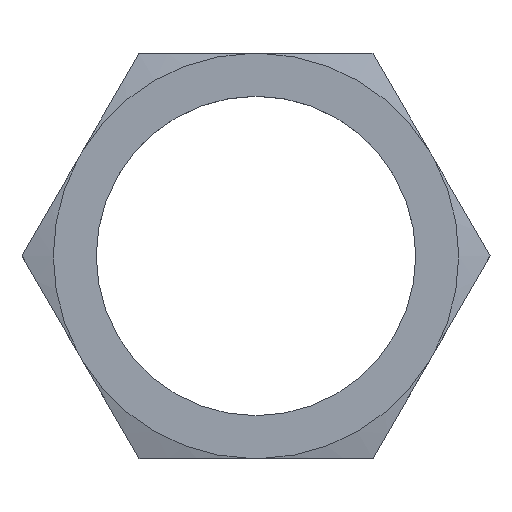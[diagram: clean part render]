
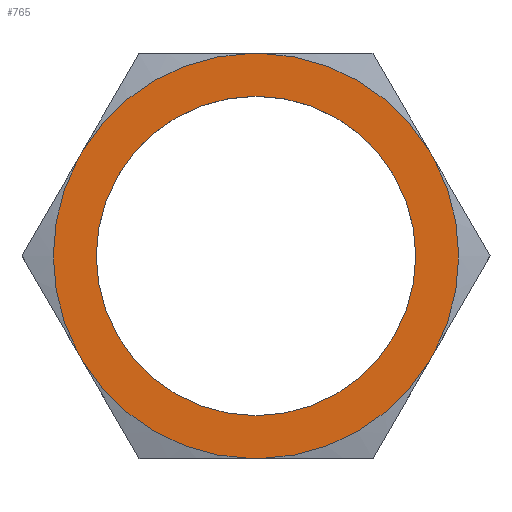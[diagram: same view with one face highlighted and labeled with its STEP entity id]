
A CAD part, top view. The second image highlights one B-rep face of the part: STEP entity #765.
In plain terms, the highlighted planar face has unit normal (0, 0, 1).
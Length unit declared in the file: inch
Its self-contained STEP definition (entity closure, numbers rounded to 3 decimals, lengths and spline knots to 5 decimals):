
#7 = ORIENTED_EDGE ( 'NONE', *, *, #647, .T. ) ;
#14 = VERTEX_POINT ( 'NONE', #53 ) ;
#15 = VERTEX_POINT ( 'NONE', #330 ) ;
#16 = DIRECTION ( 'NONE',  ( -0.5, -0.866, 0. ) ) ;
#22 = EDGE_CURVE ( 'NONE', #188, #192, #134, .T. ) ;
#25 = AXIS2_PLACEMENT_3D ( 'NONE', #208, #276, #545 ) ;
#35 = VERTEX_POINT ( 'NONE', #539 ) ;
#36 = LINE ( 'NONE', #699, #532 ) ;
#52 = DIRECTION ( 'NONE',  ( -1., 0., 0. ) ) ;
#53 = CARTESIAN_POINT ( 'NONE',  ( 0.6057, -0.36822, 0.09843 ) ) ;
#54 = EDGE_CURVE ( 'NONE', #739, #188, #215, .T. ) ;
#60 = EDGE_LOOP ( 'NONE', ( #736, #155, #294, #277, #751, #186, #809, #7, #573, #833, #366, #811 ) ) ;
#73 = EDGE_CURVE ( 'NONE', #192, #14, #305, .T. ) ;
#85 = CARTESIAN_POINT ( 'NONE',  ( -0.01604, -0.70866, 0.09843 ) ) ;
#93 = DIRECTION ( 'NONE',  ( 0., 0., 1. ) ) ;
#104 = CARTESIAN_POINT ( 'NONE',  ( 0.62174, 0.34044, 0.09843 ) ) ;
#106 = CARTESIAN_POINT ( 'NONE',  ( -0.62174, 0.34044, 0.09843 ) ) ;
#114 = DIRECTION ( 'NONE',  ( 0., 0., 1. ) ) ;
#134 = LINE ( 'NONE', #670, #577 ) ;
#139 = AXIS2_PLACEMENT_3D ( 'NONE', #858, #663, #540 ) ;
#147 = EDGE_CURVE ( 'NONE', #441, #15, #609, .T. ) ;
#155 = ORIENTED_EDGE ( 'NONE', *, *, #846, .T. ) ;
#161 = VECTOR ( 'NONE', #16, 39.37008 ) ;
#166 = DIRECTION ( 'NONE',  ( 0., 0., -1. ) ) ;
#172 = CARTESIAN_POINT ( 'NONE',  ( 0., 0., 0.09843 ) ) ;
#176 = ORIENTED_EDGE ( 'NONE', *, *, #434, .T. ) ;
#183 = DIRECTION ( 'NONE',  ( 0., 1., 0. ) ) ;
#185 = CARTESIAN_POINT ( 'NONE',  ( 0., 0., 0.09843 ) ) ;
#186 = ORIENTED_EDGE ( 'NONE', *, *, #345, .T. ) ;
#188 = VERTEX_POINT ( 'NONE', #85 ) ;
#192 = VERTEX_POINT ( 'NONE', #355 ) ;
#208 = CARTESIAN_POINT ( 'NONE',  ( 0., 0., 0.09843 ) ) ;
#215 = CIRCLE ( 'NONE', #409, 0.70884 ) ;
#220 = CIRCLE ( 'NONE', #661, 0.55858 ) ;
#224 = FACE_BOUND ( 'NONE', #242, .T. ) ;
#230 = CARTESIAN_POINT ( 'NONE',  ( 0., 0., 0.09843 ) ) ;
#236 = CARTESIAN_POINT ( 'NONE',  ( -0.81829, 0., 0.09843 ) ) ;
#242 = EDGE_LOOP ( 'NONE', ( #176, #464 ) ) ;
#254 = AXIS2_PLACEMENT_3D ( 'NONE', #524, #783, #183 ) ;
#256 = CARTESIAN_POINT ( 'NONE',  ( -0.62174, -0.34044, 0.09843 ) ) ;
#257 = DIRECTION ( 'NONE',  ( 0., 1., 0. ) ) ;
#259 = EDGE_CURVE ( 'NONE', #705, #544, #752, .T. ) ;
#269 = DIRECTION ( 'NONE',  ( 1., 0., 0. ) ) ;
#272 = AXIS2_PLACEMENT_3D ( 'NONE', #830, #93, #771 ) ;
#274 = CARTESIAN_POINT ( 'NONE',  ( 0., 0., 0.09843 ) ) ;
#276 = DIRECTION ( 'NONE',  ( 0., 0., 1. ) ) ;
#277 = ORIENTED_EDGE ( 'NONE', *, *, #607, .T. ) ;
#285 = VECTOR ( 'NONE', #836, 39.37008 ) ;
#286 = EDGE_CURVE ( 'NONE', #844, #35, #606, .T. ) ;
#294 = ORIENTED_EDGE ( 'NONE', *, *, #147, .T. ) ;
#299 = CARTESIAN_POINT ( 'NONE',  ( 0.62174, -0.34044, 0.09843 ) ) ;
#305 = CIRCLE ( 'NONE', #25, 0.70884 ) ;
#315 = VERTEX_POINT ( 'NONE', #299 ) ;
#321 = CIRCLE ( 'NONE', #254, 0.70884 ) ;
#324 = AXIS2_PLACEMENT_3D ( 'NONE', #672, #114, #790 ) ;
#330 = CARTESIAN_POINT ( 'NONE',  ( 0.6057, 0.36822, 0.09843 ) ) ;
#345 = EDGE_CURVE ( 'NONE', #853, #705, #625, .T. ) ;
#355 = CARTESIAN_POINT ( 'NONE',  ( 0.01604, -0.70866, 0.09843 ) ) ;
#361 = CIRCLE ( 'NONE', #418, 0.70884 ) ;
#364 = EDGE_CURVE ( 'NONE', #14, #315, #36, .T. ) ;
#366 = ORIENTED_EDGE ( 'NONE', *, *, #22, .T. ) ;
#385 = CARTESIAN_POINT ( 'NONE',  ( 0.55858, 0., 0.09843 ) ) ;
#398 = CARTESIAN_POINT ( 'NONE',  ( -0.6057, -0.36822, 0.09843 ) ) ;
#403 = FACE_OUTER_BOUND ( 'NONE', #60, .T. ) ;
#407 = DIRECTION ( 'NONE',  ( 0., 1., 0. ) ) ;
#409 = AXIS2_PLACEMENT_3D ( 'NONE', #274, #748, #407 ) ;
#418 = AXIS2_PLACEMENT_3D ( 'NONE', #185, #849, #257 ) ;
#434 = EDGE_CURVE ( 'NONE', #35, #844, #220, .T. ) ;
#441 = VERTEX_POINT ( 'NONE', #104 ) ;
#454 = CARTESIAN_POINT ( 'NONE',  ( -0.01604, 0.70866, 0.09843 ) ) ;
#457 = CARTESIAN_POINT ( 'NONE',  ( 0.40915, 0.70866, 0.09843 ) ) ;
#464 = ORIENTED_EDGE ( 'NONE', *, *, #286, .T. ) ;
#480 = EDGE_CURVE ( 'NONE', #860, #739, #810, .T. ) ;
#520 = CIRCLE ( 'NONE', #139, 0.70884 ) ;
#524 = CARTESIAN_POINT ( 'NONE',  ( 0., 0., 0.09843 ) ) ;
#532 = VECTOR ( 'NONE', #764, 39.37008 ) ;
#539 = CARTESIAN_POINT ( 'NONE',  ( -0.55858, 0., 0.09843 ) ) ;
#540 = DIRECTION ( 'NONE',  ( 0., 1., 0. ) ) ;
#544 = VERTEX_POINT ( 'NONE', #106 ) ;
#545 = DIRECTION ( 'NONE',  ( 0., 1., 0. ) ) ;
#573 = ORIENTED_EDGE ( 'NONE', *, *, #480, .T. ) ;
#577 = VECTOR ( 'NONE', #269, 39.37008 ) ;
#579 = DIRECTION ( 'NONE',  ( 0., 0., -1. ) ) ;
#599 = CARTESIAN_POINT ( 'NONE',  ( -0.6057, 0.36822, 0.09843 ) ) ;
#606 = CIRCLE ( 'NONE', #755, 0.55858 ) ;
#607 = EDGE_CURVE ( 'NONE', #15, #726, #520, .T. ) ;
#609 = LINE ( 'NONE', #684, #740 ) ;
#625 = CIRCLE ( 'NONE', #272, 0.70884 ) ;
#637 = DIRECTION ( 'NONE',  ( -1., 0., 0. ) ) ;
#647 = EDGE_CURVE ( 'NONE', #544, #860, #361, .T. ) ;
#652 = DIRECTION ( 'NONE',  ( -1., 0., 0. ) ) ;
#660 = PLANE ( 'NONE',  #324 ) ;
#661 = AXIS2_PLACEMENT_3D ( 'NONE', #172, #166, #652 ) ;
#663 = DIRECTION ( 'NONE',  ( 0., 0., 1. ) ) ;
#670 = CARTESIAN_POINT ( 'NONE',  ( -0.40915, -0.70866, 0.09843 ) ) ;
#672 = CARTESIAN_POINT ( 'NONE',  ( -0.40915, 0.70866, 0.09843 ) ) ;
#684 = CARTESIAN_POINT ( 'NONE',  ( 0.81829, 0., 0.09843 ) ) ;
#690 = EDGE_CURVE ( 'NONE', #726, #853, #814, .T. ) ;
#691 = CARTESIAN_POINT ( 'NONE',  ( -0.40915, 0.70866, 0.09843 ) ) ;
#697 = VECTOR ( 'NONE', #52, 39.37008 ) ;
#699 = CARTESIAN_POINT ( 'NONE',  ( 0.40915, -0.70866, 0.09843 ) ) ;
#705 = VERTEX_POINT ( 'NONE', #599 ) ;
#726 = VERTEX_POINT ( 'NONE', #793 ) ;
#736 = ORIENTED_EDGE ( 'NONE', *, *, #364, .T. ) ;
#738 = DIRECTION ( 'NONE',  ( -0.5, 0.866, 0. ) ) ;
#739 = VERTEX_POINT ( 'NONE', #398 ) ;
#740 = VECTOR ( 'NONE', #738, 39.37008 ) ;
#748 = DIRECTION ( 'NONE',  ( 0., 0., 1. ) ) ;
#751 = ORIENTED_EDGE ( 'NONE', *, *, #690, .T. ) ;
#752 = LINE ( 'NONE', #691, #161 ) ;
#755 = AXIS2_PLACEMENT_3D ( 'NONE', #230, #579, #637 ) ;
#764 = DIRECTION ( 'NONE',  ( 0.5, 0.866, 0. ) ) ;
#765 = ADVANCED_FACE ( 'NONE', ( #403, #224 ), #660, .T. ) ;
#771 = DIRECTION ( 'NONE',  ( 0., 1., 0. ) ) ;
#783 = DIRECTION ( 'NONE',  ( 0., 0., 1. ) ) ;
#790 = DIRECTION ( 'NONE',  ( 1., 0., 0. ) ) ;
#793 = CARTESIAN_POINT ( 'NONE',  ( 0.01604, 0.70866, 0.09843 ) ) ;
#809 = ORIENTED_EDGE ( 'NONE', *, *, #259, .T. ) ;
#810 = LINE ( 'NONE', #236, #285 ) ;
#811 = ORIENTED_EDGE ( 'NONE', *, *, #73, .T. ) ;
#814 = LINE ( 'NONE', #457, #697 ) ;
#830 = CARTESIAN_POINT ( 'NONE',  ( 0., 0., 0.09843 ) ) ;
#833 = ORIENTED_EDGE ( 'NONE', *, *, #54, .T. ) ;
#836 = DIRECTION ( 'NONE',  ( 0.5, -0.866, 0. ) ) ;
#844 = VERTEX_POINT ( 'NONE', #385 ) ;
#846 = EDGE_CURVE ( 'NONE', #315, #441, #321, .T. ) ;
#849 = DIRECTION ( 'NONE',  ( 0., 0., 1. ) ) ;
#853 = VERTEX_POINT ( 'NONE', #454 ) ;
#858 = CARTESIAN_POINT ( 'NONE',  ( 0., 0., 0.09843 ) ) ;
#860 = VERTEX_POINT ( 'NONE', #256 ) ;
